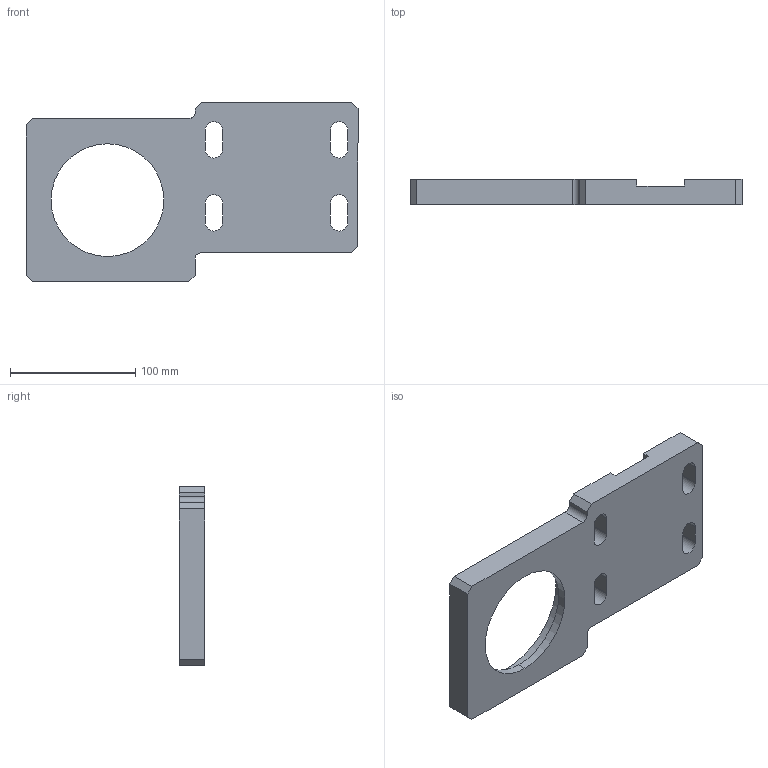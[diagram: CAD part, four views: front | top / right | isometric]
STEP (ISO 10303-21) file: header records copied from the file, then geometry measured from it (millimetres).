
FILE_DESCRIPTION (( 'STEP AP203' ), '1' );
FILE_NAME ('熬厒萇儂啣A SF80Q-02-01-06.STEP', '2021-11-11T04:57:57', ( '' ), ( '' ), 'SwSTEP 2.0', 'SolidWorks 2018', '' );
FILE_SCHEMA (( 'CONFIG_CONTROL_DESIGN' ));
Length unit declared in the file: millimetre
Products named in the file (1): 熬厒萇儂啣A SF80Q-02-01-06
Bounding box: 265 x 20 x 143 mm (x, y, z)
Volume: 440092.5 mm3; surface area: 79698.3 mm2
Topology: 1 solids, 1 shells, 47 faces, 132 edges, 88 vertices
Faces by surface type: plane 29, cylinder 18
Entity records: 1619 total; most frequent: CARTESIAN_POINT 268, DIRECTION 264, ORIENTED_EDGE 264, EDGE_CURVE 132, LINE 96, VECTOR 96, VERTEX_POINT 88, AXIS2_PLACEMENT_3D 84
